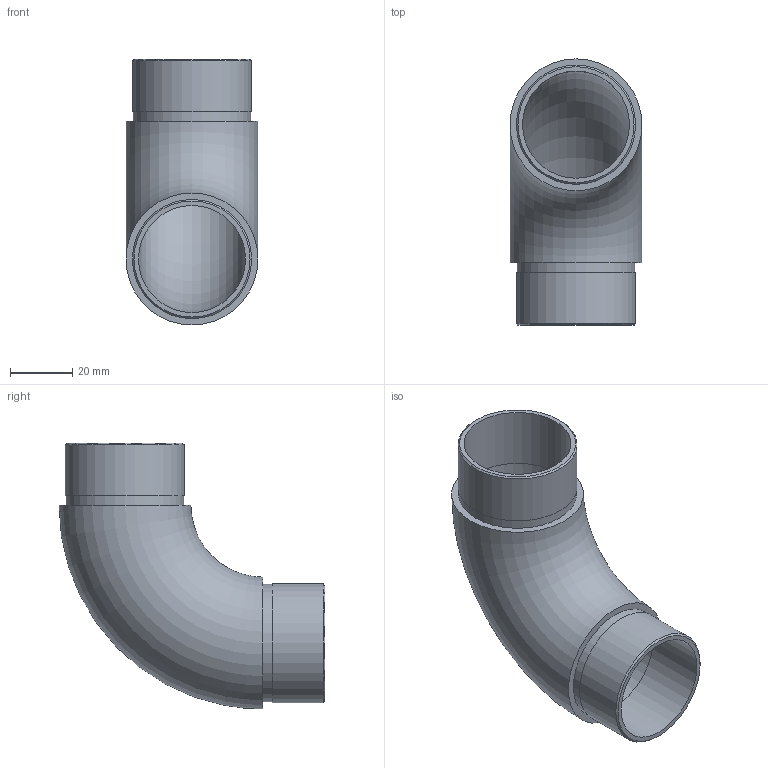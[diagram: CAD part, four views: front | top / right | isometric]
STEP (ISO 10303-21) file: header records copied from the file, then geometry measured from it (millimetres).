
FILE_DESCRIPTION (( 'STEP AP203' ), '1' );
FILE_NAME ('56160-320-V4A.step', '2020-02-18T10:23:18', ( '' ), ( '' ), 'SwSTEP 2.0', 'SolidWorks 2015', '' );
FILE_SCHEMA (( 'CONFIG_CONTROL_DESIGN' ));
Length unit declared in the file: millimetre
Products named in the file (2): 56160-320-V4A
Bounding box: 42.4 x 85.5 x 85.5 mm (x, y, z)
Volume: 42312 mm3; surface area: 26918.7 mm2
Topology: 1 solids, 1 shells, 278 faces, 725 edges, 483 vertices
Faces by surface type: plane 126, bspline 112, cylinder 36, torus 2, cone 2
Full cylindrical faces by diameter (mm): 34.4 x2, 37.9 x2, 38.3 x2
Entity records: 13242 total; most frequent: CARTESIAN_POINT 7115, ORIENTED_EDGE 1424, DIRECTION 880, EDGE_CURVE 712, VERTEX_POINT 480, VECTOR 336, LINE 336, EDGE_LOOP 324
